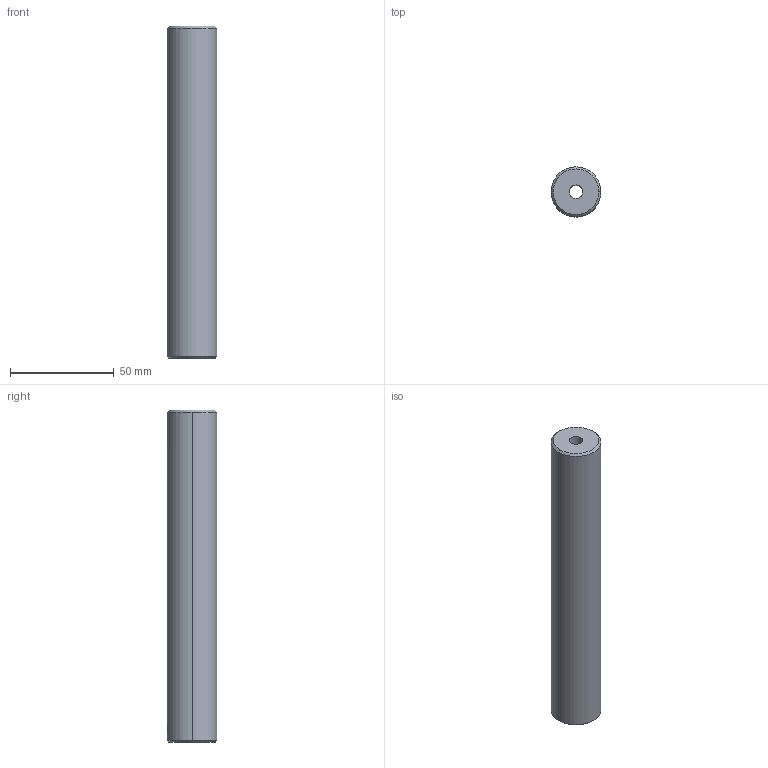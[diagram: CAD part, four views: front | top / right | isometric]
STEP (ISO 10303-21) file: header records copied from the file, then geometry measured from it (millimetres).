
FILE_DESCRIPTION(('no description'),'unknown implementation level');
FILE_NAME('FAA7F82E-0FA7-4EFD-B835-48963B8DC668_export.stp',' ',('CIMSOURCE GmbH'),('CADClick - KiM GmbH - www.kimweb.de'),'unknown preprocess','ACIS','unknown authorization');
FILE_SCHEMA(('automotive_design'));
Length unit declared in the file: millimetre
Products named in the file (2): 335.323 Kaiser D24 X CK2 X 150HM|690.432 Kaiser ETL M5 X 6,5 CK2_Standard;NONE; 335.323 Kaiser D24 X CK2 X 150HM|335.323 Kaiser D24 X CK2 X 150HM_Standard;NONE
Bounding box: 24 x 24 x 160 mm (x, y, z)
Volume: 64593.1 mm3; surface area: 16707.8 mm2
Topology: 2 solids, 2 shells, 72 faces, 168 edges, 99 vertices
Faces by surface type: cone 28, plane 26, cylinder 18
Entity records: 4119 total; most frequent: CARTESIAN_POINT 512, DIRECTION 368, STYLED_ITEM 339, PRESENTATION_STYLE_ASSIGNMENT 339, COLOUR_RGB 339, ORIENTED_EDGE 332, EDGE_CURVE 166, CURVE_STYLE 166
